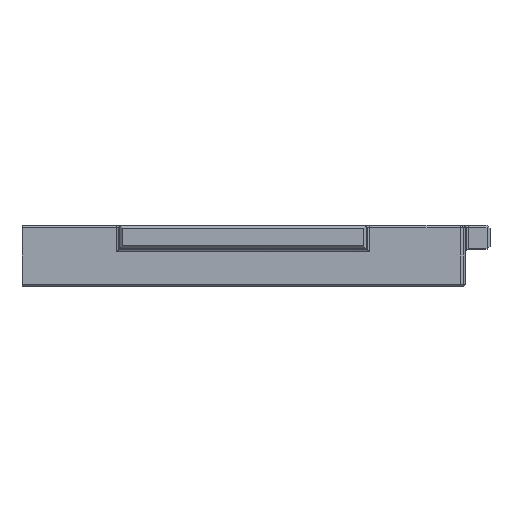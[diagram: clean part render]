
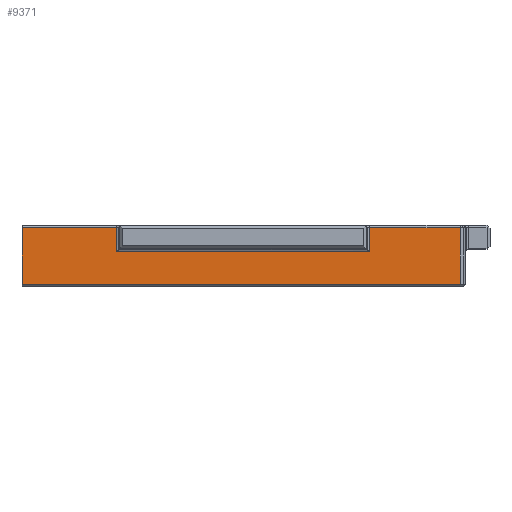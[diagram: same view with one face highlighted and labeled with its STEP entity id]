
A CAD part, top view. The second image highlights one B-rep face of the part: STEP entity #9371.
In plain terms, the highlighted planar face has unit normal (0, 0, 1).
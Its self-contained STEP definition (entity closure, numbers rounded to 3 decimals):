
#155 = DIRECTION ( 'NONE',  ( 0., 1., 0. ) ) ;
#253 = ORIENTED_EDGE ( 'NONE', *, *, #16843, .F. ) ;
#263 = VECTOR ( 'NONE', #155, 1000. ) ;
#369 = ORIENTED_EDGE ( 'NONE', *, *, #10283, .T. ) ;
#415 = CARTESIAN_POINT ( 'NONE',  ( 100.3, 8., 59.8 ) ) ;
#1250 = CARTESIAN_POINT ( 'NONE',  ( 189., 19.5, 59.8 ) ) ;
#1309 = ORIENTED_EDGE ( 'NONE', *, *, #11340, .F. ) ;
#2519 = FACE_OUTER_BOUND ( 'NONE', #5973, .T. ) ;
#2532 = VERTEX_POINT ( 'NONE', #13063 ) ;
#2684 = CARTESIAN_POINT ( 'NONE',  ( 180., 14.6, 59.8 ) ) ;
#2748 = LINE ( 'NONE', #12045, #263 ) ;
#2754 = CARTESIAN_POINT ( 'NONE',  ( 100.3, 19.5, 59.8 ) ) ;
#3474 = VERTEX_POINT ( 'NONE', #415 ) ;
#3647 = VECTOR ( 'NONE', #11966, 1000. ) ;
#3911 = VECTOR ( 'NONE', #16707, 1000. ) ;
#3912 = DIRECTION ( 'NONE',  ( 1., 0., 0. ) ) ;
#3947 = ORIENTED_EDGE ( 'NONE', *, *, #10205, .F. ) ;
#4452 = VECTOR ( 'NONE', #17139, 1000. ) ;
#4456 = VECTOR ( 'NONE', #3912, 1000. ) ;
#5123 = LINE ( 'NONE', #2684, #4456 ) ;
#5217 = ORIENTED_EDGE ( 'NONE', *, *, #13916, .F. ) ;
#5441 = ORIENTED_EDGE ( 'NONE', *, *, #14215, .F. ) ;
#5705 = VERTEX_POINT ( 'NONE', #1250 ) ;
#5973 = EDGE_LOOP ( 'NONE', ( #369, #5217, #3947, #10209, #9247, #1309, #5441, #253 ) ) ;
#6117 = LINE ( 'NONE', #7502, #13345 ) ;
#7502 = CARTESIAN_POINT ( 'NONE',  ( 100.3, 20.325, 59.8 ) ) ;
#7843 = AXIS2_PLACEMENT_3D ( 'NONE', #10159, #16936, #15630 ) ;
#8548 = CARTESIAN_POINT ( 'NONE',  ( 167.525, 8., 59.8 ) ) ;
#8549 = CARTESIAN_POINT ( 'NONE',  ( 180., 19.5, 59.8 ) ) ;
#9247 = ORIENTED_EDGE ( 'NONE', *, *, #11826, .F. ) ;
#9371 = ADVANCED_FACE ( 'NONE', ( #2519 ), #17102, .T. ) ;
#9580 = VERTEX_POINT ( 'NONE', #12671 ) ;
#10016 = CARTESIAN_POINT ( 'NONE',  ( 189., 27.6, 59.8 ) ) ;
#10159 = CARTESIAN_POINT ( 'NONE',  ( -79.7, 27.6, 59.8 ) ) ;
#10177 = LINE ( 'NONE', #8548, #15017 ) ;
#10205 = EDGE_CURVE ( 'NONE', #5705, #13810, #11492, .T. ) ;
#10209 = ORIENTED_EDGE ( 'NONE', *, *, #12882, .F. ) ;
#10283 = EDGE_CURVE ( 'NONE', #10711, #3474, #6117, .T. ) ;
#10393 = LINE ( 'NONE', #11874, #3647 ) ;
#10711 = VERTEX_POINT ( 'NONE', #2754 ) ;
#11340 = EDGE_CURVE ( 'NONE', #2532, #12302, #5123, .T. ) ;
#11439 = VERTEX_POINT ( 'NONE', #13552 ) ;
#11492 = LINE ( 'NONE', #10016, #3911 ) ;
#11592 = LINE ( 'NONE', #11842, #4452 ) ;
#11826 = EDGE_CURVE ( 'NONE', #12302, #11439, #2748, .T. ) ;
#11842 = CARTESIAN_POINT ( 'NONE',  ( 180., 19.5, 59.8 ) ) ;
#11874 = CARTESIAN_POINT ( 'NONE',  ( 119.4, 22.6, 59.8 ) ) ;
#11966 = DIRECTION ( 'NONE',  ( 0., -1., 0. ) ) ;
#12045 = CARTESIAN_POINT ( 'NONE',  ( 170.6, 22.6, 59.8 ) ) ;
#12108 = VECTOR ( 'NONE', #13846, 1000. ) ;
#12302 = VERTEX_POINT ( 'NONE', #13125 ) ;
#12671 = CARTESIAN_POINT ( 'NONE',  ( 119.4, 19.5, 59.8 ) ) ;
#12882 = EDGE_CURVE ( 'NONE', #11439, #5705, #11592, .T. ) ;
#13063 = CARTESIAN_POINT ( 'NONE',  ( 119.4, 14.6, 59.8 ) ) ;
#13125 = CARTESIAN_POINT ( 'NONE',  ( 170.6, 14.6, 59.8 ) ) ;
#13221 = DIRECTION ( 'NONE',  ( 0., -1., 0. ) ) ;
#13345 = VECTOR ( 'NONE', #13221, 1000. ) ;
#13552 = CARTESIAN_POINT ( 'NONE',  ( 170.6, 19.5, 59.8 ) ) ;
#13681 = CARTESIAN_POINT ( 'NONE',  ( 189., 8., 59.8 ) ) ;
#13810 = VERTEX_POINT ( 'NONE', #13681 ) ;
#13846 = DIRECTION ( 'NONE',  ( 1., 0., 0. ) ) ;
#13916 = EDGE_CURVE ( 'NONE', #13810, #3474, #10177, .T. ) ;
#14215 = EDGE_CURVE ( 'NONE', #9580, #2532, #10393, .T. ) ;
#15017 = VECTOR ( 'NONE', #15228, 1000. ) ;
#15143 = LINE ( 'NONE', #8549, #12108 ) ;
#15228 = DIRECTION ( 'NONE',  ( -1., 0., 0. ) ) ;
#15630 = DIRECTION ( 'NONE',  ( 1., 0., 0. ) ) ;
#16707 = DIRECTION ( 'NONE',  ( 0., -1., 0. ) ) ;
#16843 = EDGE_CURVE ( 'NONE', #10711, #9580, #15143, .T. ) ;
#16936 = DIRECTION ( 'NONE',  ( 0., 0., 1. ) ) ;
#17102 = PLANE ( 'NONE',  #7843 ) ;
#17139 = DIRECTION ( 'NONE',  ( 1., 0., 0. ) ) ;
